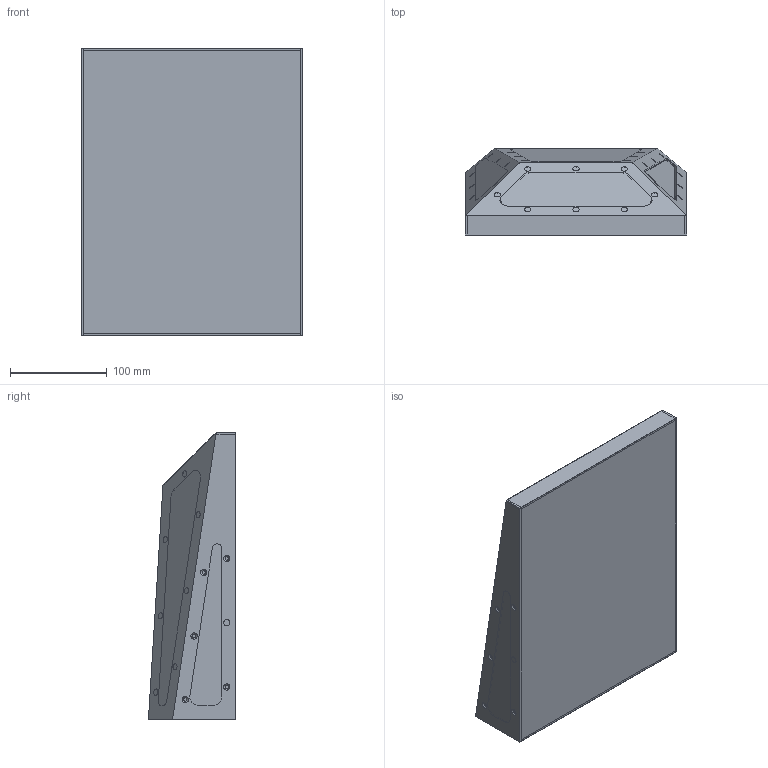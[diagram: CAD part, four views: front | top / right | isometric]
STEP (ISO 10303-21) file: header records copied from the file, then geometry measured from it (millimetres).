
FILE_DESCRIPTION (( 'STEP AP203' ), '1' );
FILE_NAME ('Hood_Frame.STEP', '2023-04-26T10:06:55', ( '' ), ( '' ), 'SwSTEP 2.0', 'SolidWorks 2018', '' );
FILE_SCHEMA (( 'CONFIG_CONTROL_DESIGN' ));
Length unit declared in the file: millimetre
Products named in the file (1): Hood_Frame
Bounding box: 229 x 90 x 296.23 mm (x, y, z)
Volume: 4823278.9 mm3; surface area: 351189.1 mm2
Topology: 9 solids, 9 shells, 504 faces, 1184 edges, 726 vertices
Faces by surface type: cylinder 201, cone 167, plane 136
Entity records: 14755 total; most frequent: DIRECTION 2764, CARTESIAN_POINT 2415, ORIENTED_EDGE 2368, EDGE_CURVE 1184, AXIS2_PLACEMENT_3D 1075, VERTEX_POINT 726, EDGE_LOOP 660, VECTOR 614
